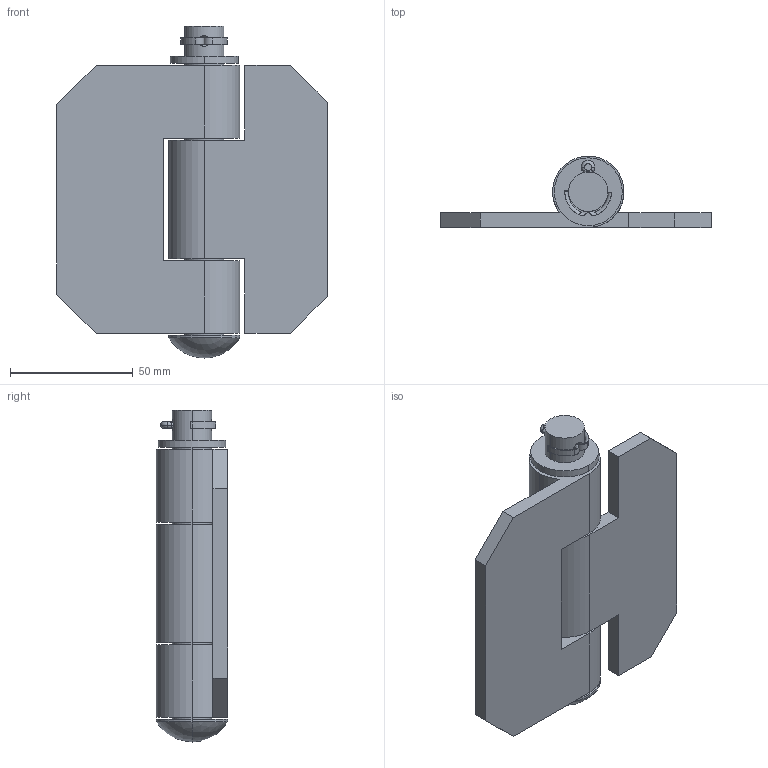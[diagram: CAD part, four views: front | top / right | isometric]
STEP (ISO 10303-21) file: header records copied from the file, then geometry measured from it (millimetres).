
FILE_DESCRIPTION (( 'STEP AP203' ), '1' );
FILE_NAME ('Žº‰ª•ÏŠ·.STEP', '2012-04-13T00:49:03', ( '' ), ( '' ), 'SwSTEP 2.0', 'SolidWorks 2011', '' );
FILE_SCHEMA (( 'CONFIG_CONTROL_DESIGN' ));
Length unit declared in the file: millimetre
Products named in the file (6): B-1878-1ヒンジA_; B-1878-1ヒンジB_; B-1878-1平ワッシャー_; B-1878-1シャフト_; 室岡変換; B-1878-1妱傝僺儞丂屇傃3
Assembly tree (5 placements, depth 2):
  室岡変換
    B-1878-1ヒンジA_
    B-1878-1妱傝僺儞丂屇傃3
    B-1878-1平ワッシャー_
    B-1878-1シャフト_
    B-1878-1ヒンジB_
Bounding box: 110 x 29 x 135 mm (x, y, z)
Volume: 129584.3 mm3; surface area: 47528.6 mm2
Topology: 5 solids, 5 shells, 111 faces, 271 edges, 171 vertices
Faces by surface type: cylinder 50, plane 33, torus 22, bspline 4, sphere 2
Entity records: 4285 total; most frequent: CARTESIAN_POINT 949, DIRECTION 621, ORIENTED_EDGE 542, EDGE_CURVE 271, AXIS2_PLACEMENT_3D 251, VERTEX_POINT 171, CIRCLE 136, EDGE_LOOP 122
